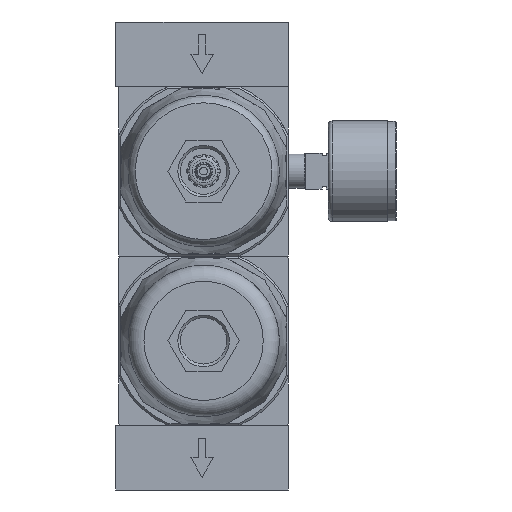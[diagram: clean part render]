
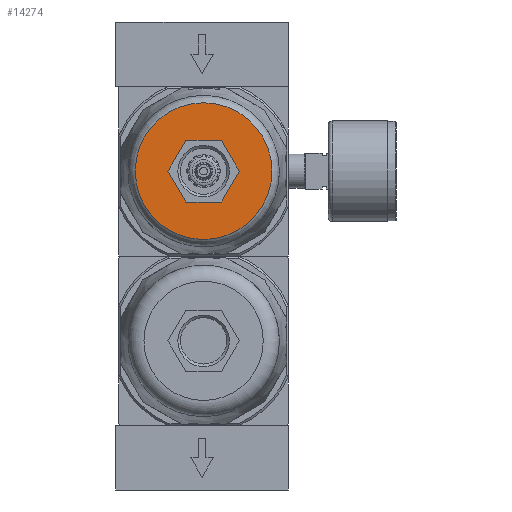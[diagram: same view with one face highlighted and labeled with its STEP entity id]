
A CAD part, front view. The second image highlights one B-rep face of the part: STEP entity #14274.
In plain terms, the highlighted planar face has unit normal (0, -1, 0).
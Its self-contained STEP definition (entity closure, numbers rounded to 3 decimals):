
#1151=LINE('',#27550,#2097);
#1154=LINE('',#27556,#2100);
#1157=LINE('',#27562,#2103);
#1160=LINE('',#27568,#2106);
#1163=LINE('',#27574,#2109);
#1166=LINE('',#27579,#2112);
#2097=VECTOR('',#22691,1000.);
#2100=VECTOR('',#22696,1000.);
#2103=VECTOR('',#22701,1000.);
#2106=VECTOR('',#22706,1000.);
#2109=VECTOR('',#22711,1000.);
#2112=VECTOR('',#22716,1000.);
#2876=PLANE('',#19993);
#4888=ORIENTED_EDGE('',*,*,#7971,.T.);
#4889=ORIENTED_EDGE('',*,*,#8120,.T.);
#4890=ORIENTED_EDGE('',*,*,#8135,.T.);
#4891=ORIENTED_EDGE('',*,*,#8132,.T.);
#4892=ORIENTED_EDGE('',*,*,#8129,.T.);
#4893=ORIENTED_EDGE('',*,*,#8126,.T.);
#4894=ORIENTED_EDGE('',*,*,#8123,.T.);
#7971=EDGE_CURVE('',#9848,#9848,#11044,.F.);
#8120=EDGE_CURVE('',#9931,#9930,#1151,.T.);
#8123=EDGE_CURVE('',#9933,#9931,#1154,.T.);
#8126=EDGE_CURVE('',#9935,#9933,#1157,.T.);
#8129=EDGE_CURVE('',#9937,#9935,#1160,.T.);
#8132=EDGE_CURVE('',#9939,#9937,#1163,.T.);
#8135=EDGE_CURVE('',#9930,#9939,#1166,.T.);
#9848=VERTEX_POINT('',#27045);
#9930=VERTEX_POINT('',#27549);
#9931=VERTEX_POINT('',#27551);
#9933=VERTEX_POINT('',#27557);
#9935=VERTEX_POINT('',#27563);
#9937=VERTEX_POINT('',#27569);
#9939=VERTEX_POINT('',#27575);
#11044=CIRCLE('',#19896,26.576);
#11981=EDGE_LOOP('',(#4888));
#11982=EDGE_LOOP('',(#4889,#4890,#4891,#4892,#4893,#4894));
#13138=FACE_BOUND('',#11981,.T.);
#13139=FACE_BOUND('',#11982,.T.);
#14274=ADVANCED_FACE('',(#13138,#13139),#2876,.F.);
#19896=AXIS2_PLACEMENT_3D('',#27044,#22435,#22436);
#19993=AXIS2_PLACEMENT_3D('',#27580,#22717,#22718);
#22435=DIRECTION('',(0.,1.,0.));
#22436=DIRECTION('',(0.,0.,1.));
#22691=DIRECTION('',(0.,0.,1.));
#22696=DIRECTION('',(-0.866,0.,0.5));
#22701=DIRECTION('',(-0.866,0.,-0.5));
#22706=DIRECTION('',(0.,0.,-1.));
#22711=DIRECTION('',(0.866,0.,-0.5));
#22716=DIRECTION('',(0.866,0.,0.5));
#22717=DIRECTION('',(0.,1.,0.));
#22718=DIRECTION('',(0.,0.,1.));
#27044=CARTESIAN_POINT('',(0.,-164.,0.));
#27045=CARTESIAN_POINT('',(0.,-164.,26.576));
#27549=CARTESIAN_POINT('',(-12.,-164.,6.928));
#27550=CARTESIAN_POINT('',(-12.,-164.,-6.928));
#27551=CARTESIAN_POINT('',(-12.,-164.,-6.928));
#27556=CARTESIAN_POINT('',(0.,-164.,-13.856));
#27557=CARTESIAN_POINT('',(0.,-164.,-13.856));
#27562=CARTESIAN_POINT('',(12.,-164.,-6.928));
#27563=CARTESIAN_POINT('',(12.,-164.,-6.928));
#27568=CARTESIAN_POINT('',(12.,-164.,6.928));
#27569=CARTESIAN_POINT('',(12.,-164.,6.928));
#27574=CARTESIAN_POINT('',(0.,-164.,13.856));
#27575=CARTESIAN_POINT('',(0.,-164.,13.856));
#27579=CARTESIAN_POINT('',(-12.,-164.,6.928));
#27580=CARTESIAN_POINT('',(0.,-164.,0.));
